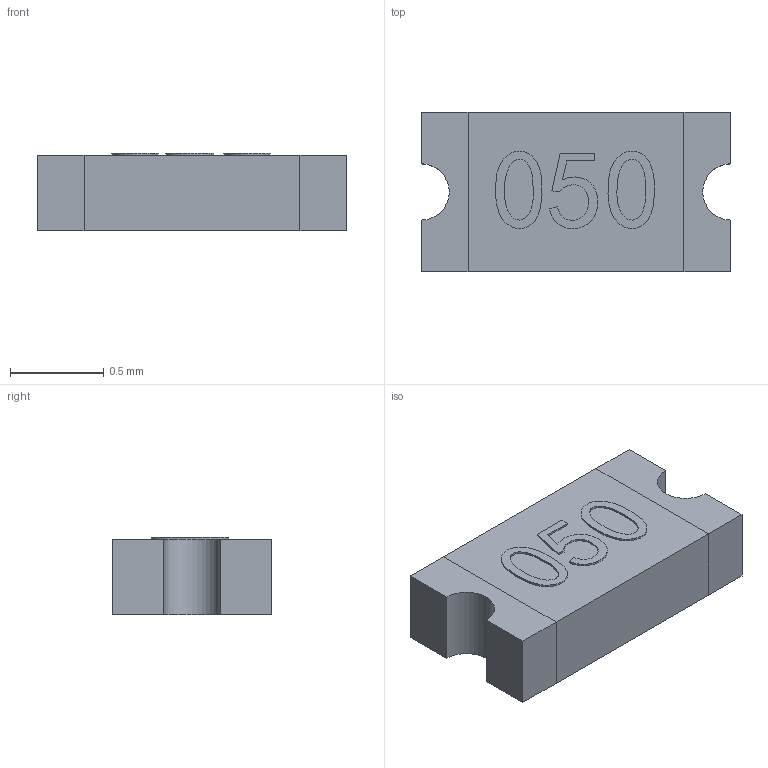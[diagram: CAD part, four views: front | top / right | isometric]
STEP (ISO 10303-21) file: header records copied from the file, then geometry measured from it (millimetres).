
FILE_DESCRIPTION (( 'STEP AP214' ), '1' );
FILE_NAME ('User Library-PTC0603.STEP', '2019-02-03T11:13:37', ( '' ), ( '' ), 'SwSTEP 2.0', 'SolidWorks 2019', '' );
FILE_SCHEMA (( 'AUTOMOTIVE_DESIGN' ));
Length unit declared in the file: millimetre
Products named in the file (1): User Library-PTC0603
Bounding box: 1.65 x 0.85 x 0.41 mm (x, y, z)
Volume: 0.5 mm3; surface area: 6.2 mm2
Topology: 3 solids, 3 shells, 45 faces, 102 edges, 68 vertices
Faces by surface type: plane 30, bspline 12, cylinder 3
Entity records: 3525 total; most frequent: CARTESIAN_POINT 2036, ORIENTED_EDGE 204, DIRECTION 152, EDGE_CURVE 102, LINE 72, VECTOR 72, VERTEX_POINT 68, UNCERTAINTY_MEASURE_WITH_UNIT 50
